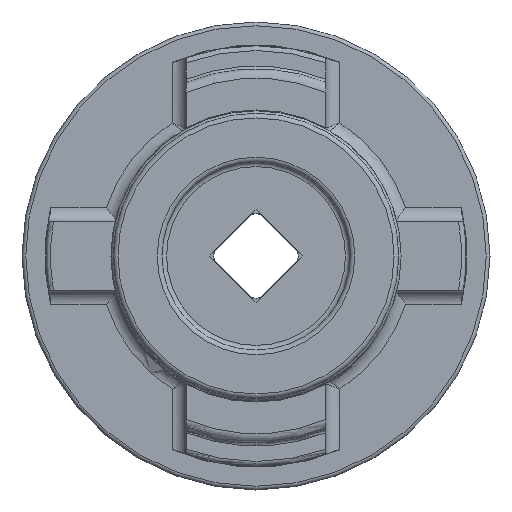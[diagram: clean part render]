
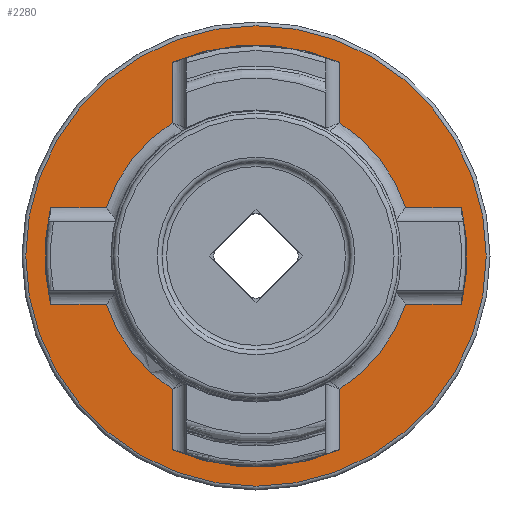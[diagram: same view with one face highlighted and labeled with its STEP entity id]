
A CAD part, left-side view. The second image highlights one B-rep face of the part: STEP entity #2280.
In plain terms, the highlighted planar face has unit normal (-1, 0, 0).
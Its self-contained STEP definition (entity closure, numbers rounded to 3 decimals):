
#1 = CARTESIAN_POINT ( 'NONE',  ( 34.5, -15.983, -5.175 ) ) ;
#58 = EDGE_CURVE ( 'NONE', #284, #2362, #430, .T. ) ;
#61 = VERTEX_POINT ( 'NONE', #877 ) ;
#64 = DIRECTION ( 'NONE',  ( 1., 0., 0. ) ) ;
#73 = DIRECTION ( 'NONE',  ( -1., 0., 0. ) ) ;
#80 = CARTESIAN_POINT ( 'NONE',  ( 34.5, -21.948, -5.175 ) ) ;
#144 = CARTESIAN_POINT ( 'NONE',  ( 34.5, -8.95, -14.218 ) ) ;
#145 = ORIENTED_EDGE ( 'NONE', *, *, #3383, .F. ) ;
#177 = CARTESIAN_POINT ( 'NONE',  ( 34.5, 8.95, 0. ) ) ;
#183 = DIRECTION ( 'NONE',  ( 0., 0., -1. ) ) ;
#223 = EDGE_CURVE ( 'NONE', #3247, #2362, #1538, .T. ) ;
#245 = LINE ( 'NONE', #2856, #2977 ) ;
#280 = VERTEX_POINT ( 'NONE', #2613 ) ;
#284 = VERTEX_POINT ( 'NONE', #1599 ) ;
#301 = DIRECTION ( 'NONE',  ( 0., 0., -1. ) ) ;
#312 = DIRECTION ( 'NONE',  ( 0., 0., 1. ) ) ;
#320 = CARTESIAN_POINT ( 'NONE',  ( 34.5, 0., 0. ) ) ;
#333 = CARTESIAN_POINT ( 'NONE',  ( 34.5, 0., 0. ) ) ;
#348 = VECTOR ( 'NONE', #3371, 1000. ) ;
#354 = AXIS2_PLACEMENT_3D ( 'NONE', #320, #64, #3233 ) ;
#392 = DIRECTION ( 'NONE',  ( 0., -1., 0. ) ) ;
#430 = LINE ( 'NONE', #2782, #3175 ) ;
#432 = EDGE_CURVE ( 'NONE', #975, #2671, #823, .T. ) ;
#483 = EDGE_CURVE ( 'NONE', #3406, #3406, #577, .T. ) ;
#496 = DIRECTION ( 'NONE',  ( -1., 0., 0. ) ) ;
#512 = ORIENTED_EDGE ( 'NONE', *, *, #58, .T. ) ;
#577 = CIRCLE ( 'NONE', #2009, 24.6 ) ;
#642 = CARTESIAN_POINT ( 'NONE',  ( 34.5, -8.95, 20.698 ) ) ;
#655 = CIRCLE ( 'NONE', #1268, 16.8 ) ;
#699 = CIRCLE ( 'NONE', #1669, 22.55 ) ;
#702 = PLANE ( 'NONE',  #1386 ) ;
#721 = AXIS2_PLACEMENT_3D ( 'NONE', #2343, #496, #2654 ) ;
#725 = DIRECTION ( 'NONE',  ( 1., 0., 0. ) ) ;
#733 = CARTESIAN_POINT ( 'NONE',  ( 34.5, -21.948, 5.175 ) ) ;
#779 = DIRECTION ( 'NONE',  ( 0., 0., 1. ) ) ;
#785 = EDGE_CURVE ( 'NONE', #1862, #3267, #952, .T. ) ;
#809 = EDGE_CURVE ( 'NONE', #975, #3321, #699, .T. ) ;
#820 = ORIENTED_EDGE ( 'NONE', *, *, #1263, .T. ) ;
#823 = LINE ( 'NONE', #1985, #2701 ) ;
#877 = CARTESIAN_POINT ( 'NONE',  ( 34.5, -8.95, -20.698 ) ) ;
#886 = DIRECTION ( 'NONE',  ( 0., 0., 1. ) ) ;
#931 = ORIENTED_EDGE ( 'NONE', *, *, #223, .F. ) ;
#952 = CIRCLE ( 'NONE', #354, 16.8 ) ;
#963 = ORIENTED_EDGE ( 'NONE', *, *, #2320, .F. ) ;
#964 = CARTESIAN_POINT ( 'NONE',  ( 34.5, 8.95, -14.218 ) ) ;
#973 = ORIENTED_EDGE ( 'NONE', *, *, #1303, .T. ) ;
#975 = VERTEX_POINT ( 'NONE', #1665 ) ;
#1036 = CARTESIAN_POINT ( 'NONE',  ( 34.5, -8.95, 13.364 ) ) ;
#1039 = EDGE_CURVE ( 'NONE', #280, #1715, #1189, .T. ) ;
#1073 = CARTESIAN_POINT ( 'NONE',  ( 34.5, 0., 0. ) ) ;
#1098 = EDGE_CURVE ( 'NONE', #3267, #61, #1539, .T. ) ;
#1108 = LINE ( 'NONE', #1036, #3082 ) ;
#1110 = DIRECTION ( 'NONE',  ( 1., 0., 0. ) ) ;
#1180 = EDGE_CURVE ( 'NONE', #1600, #2011, #655, .T. ) ;
#1182 = CARTESIAN_POINT ( 'NONE',  ( 34.5, 0., 0. ) ) ;
#1189 = LINE ( 'NONE', #1967, #1319 ) ;
#1196 = ORIENTED_EDGE ( 'NONE', *, *, #483, .T. ) ;
#1225 = CIRCLE ( 'NONE', #2445, 22.55 ) ;
#1229 = CARTESIAN_POINT ( 'NONE',  ( 34.5, 22.55, 0. ) ) ;
#1263 = EDGE_CURVE ( 'NONE', #3247, #1448, #1108, .T. ) ;
#1268 = AXIS2_PLACEMENT_3D ( 'NONE', #1794, #725, #3362 ) ;
#1269 = CARTESIAN_POINT ( 'NONE',  ( 34.5, -8.95, -21.284 ) ) ;
#1299 = DIRECTION ( 'NONE',  ( 1., 0., 0. ) ) ;
#1303 = EDGE_CURVE ( 'NONE', #2592, #1862, #2884, .T. ) ;
#1312 = CARTESIAN_POINT ( 'NONE',  ( 34.5, -14.852, -5.175 ) ) ;
#1319 = VECTOR ( 'NONE', #392, 1000. ) ;
#1341 = EDGE_CURVE ( 'NONE', #1448, #280, #1609, .T. ) ;
#1352 = AXIS2_PLACEMENT_3D ( 'NONE', #2895, #3155, #312 ) ;
#1383 = CARTESIAN_POINT ( 'NONE',  ( 34.5, 0., 0. ) ) ;
#1386 = AXIS2_PLACEMENT_3D ( 'NONE', #1229, #2602, #183 ) ;
#1448 = VERTEX_POINT ( 'NONE', #1646 ) ;
#1462 = DIRECTION ( 'NONE',  ( -1., 0., 0. ) ) ;
#1538 = CIRCLE ( 'NONE', #1352, 22.55 ) ;
#1539 = LINE ( 'NONE', #1269, #348 ) ;
#1553 = CIRCLE ( 'NONE', #2504, 16.8 ) ;
#1586 = ORIENTED_EDGE ( 'NONE', *, *, #1719, .T. ) ;
#1592 = DIRECTION ( 'NONE',  ( 0., 1., 0. ) ) ;
#1599 = CARTESIAN_POINT ( 'NONE',  ( 34.5, 8.95, 14.218 ) ) ;
#1600 = VERTEX_POINT ( 'NONE', #964 ) ;
#1609 = CIRCLE ( 'NONE', #2063, 16.8 ) ;
#1623 = ORIENTED_EDGE ( 'NONE', *, *, #3126, .T. ) ;
#1646 = CARTESIAN_POINT ( 'NONE',  ( 34.5, -8.95, 14.218 ) ) ;
#1647 = CARTESIAN_POINT ( 'NONE',  ( 34.5, 0., 0. ) ) ;
#1665 = CARTESIAN_POINT ( 'NONE',  ( 34.5, 21.948, 5.175 ) ) ;
#1669 = AXIS2_PLACEMENT_3D ( 'NONE', #333, #1901, #779 ) ;
#1715 = VERTEX_POINT ( 'NONE', #733 ) ;
#1719 = EDGE_CURVE ( 'NONE', #2011, #3321, #245, .T. ) ;
#1758 = CARTESIAN_POINT ( 'NONE',  ( 34.5, 15.983, -5.175 ) ) ;
#1787 = ORIENTED_EDGE ( 'NONE', *, *, #432, .T. ) ;
#1790 = DIRECTION ( 'NONE',  ( 0., 1., 0. ) ) ;
#1794 = CARTESIAN_POINT ( 'NONE',  ( 34.5, 0., 0. ) ) ;
#1818 = ORIENTED_EDGE ( 'NONE', *, *, #1341, .T. ) ;
#1859 = EDGE_CURVE ( 'NONE', #2671, #284, #1553, .T. ) ;
#1862 = VERTEX_POINT ( 'NONE', #1 ) ;
#1895 = DIRECTION ( 'NONE',  ( 0., 0., 1. ) ) ;
#1896 = CARTESIAN_POINT ( 'NONE',  ( 34.5, 0., 24.6 ) ) ;
#1901 = DIRECTION ( 'NONE',  ( -1., 0., 0. ) ) ;
#1967 = CARTESIAN_POINT ( 'NONE',  ( 34.5, -22.249, 5.175 ) ) ;
#1985 = CARTESIAN_POINT ( 'NONE',  ( 34.5, 22.55, 5.175 ) ) ;
#2009 = AXIS2_PLACEMENT_3D ( 'NONE', #1182, #1462, #886 ) ;
#2011 = VERTEX_POINT ( 'NONE', #1758 ) ;
#2063 = AXIS2_PLACEMENT_3D ( 'NONE', #1383, #1110, #2983 ) ;
#2099 = FACE_BOUND ( 'NONE', #3188, .T. ) ;
#2181 = ORIENTED_EDGE ( 'NONE', *, *, #1859, .T. ) ;
#2255 = ORIENTED_EDGE ( 'NONE', *, *, #785, .T. ) ;
#2268 = ORIENTED_EDGE ( 'NONE', *, *, #1180, .T. ) ;
#2280 = ADVANCED_FACE ( 'NONE', ( #3094, #2099 ), #702, .F. ) ;
#2283 = ORIENTED_EDGE ( 'NONE', *, *, #1039, .T. ) ;
#2320 = EDGE_CURVE ( 'NONE', #2592, #1715, #2466, .T. ) ;
#2343 = CARTESIAN_POINT ( 'NONE',  ( 34.5, 0., 0. ) ) ;
#2362 = VERTEX_POINT ( 'NONE', #2389 ) ;
#2375 = DIRECTION ( 'NONE',  ( 0., 0., -1. ) ) ;
#2383 = EDGE_LOOP ( 'NONE', ( #1196 ) ) ;
#2389 = CARTESIAN_POINT ( 'NONE',  ( 34.5, 8.95, 20.698 ) ) ;
#2445 = AXIS2_PLACEMENT_3D ( 'NONE', #1647, #73, #1895 ) ;
#2466 = CIRCLE ( 'NONE', #721, 22.55 ) ;
#2504 = AXIS2_PLACEMENT_3D ( 'NONE', #1073, #1299, #301 ) ;
#2505 = DIRECTION ( 'NONE',  ( 0., -1., 0. ) ) ;
#2592 = VERTEX_POINT ( 'NONE', #80 ) ;
#2602 = DIRECTION ( 'NONE',  ( 1., 0., 0. ) ) ;
#2613 = CARTESIAN_POINT ( 'NONE',  ( 34.5, -15.983, 5.175 ) ) ;
#2654 = DIRECTION ( 'NONE',  ( 0., 0., 1. ) ) ;
#2661 = VECTOR ( 'NONE', #1592, 1000. ) ;
#2671 = VERTEX_POINT ( 'NONE', #3363 ) ;
#2690 = CARTESIAN_POINT ( 'NONE',  ( 34.5, 8.95, -20.698 ) ) ;
#2691 = CARTESIAN_POINT ( 'NONE',  ( 34.5, 21.948, -5.175 ) ) ;
#2701 = VECTOR ( 'NONE', #2505, 1000. ) ;
#2758 = DIRECTION ( 'NONE',  ( 0., 0., 1. ) ) ;
#2775 = VERTEX_POINT ( 'NONE', #2690 ) ;
#2782 = CARTESIAN_POINT ( 'NONE',  ( 34.5, 8.95, 0. ) ) ;
#2810 = ORIENTED_EDGE ( 'NONE', *, *, #1098, .T. ) ;
#2856 = CARTESIAN_POINT ( 'NONE',  ( 34.5, 22.55, -5.175 ) ) ;
#2884 = LINE ( 'NONE', #1312, #2661 ) ;
#2895 = CARTESIAN_POINT ( 'NONE',  ( 34.5, 0., 0. ) ) ;
#2932 = LINE ( 'NONE', #177, #3375 ) ;
#2977 = VECTOR ( 'NONE', #1790, 1000. ) ;
#2983 = DIRECTION ( 'NONE',  ( 0., 0., -1. ) ) ;
#3018 = ORIENTED_EDGE ( 'NONE', *, *, #809, .F. ) ;
#3082 = VECTOR ( 'NONE', #2375, 1000. ) ;
#3094 = FACE_OUTER_BOUND ( 'NONE', #2383, .T. ) ;
#3126 = EDGE_CURVE ( 'NONE', #2775, #1600, #2932, .T. ) ;
#3155 = DIRECTION ( 'NONE',  ( -1., 0., 0. ) ) ;
#3175 = VECTOR ( 'NONE', #2758, 1000. ) ;
#3188 = EDGE_LOOP ( 'NONE', ( #931, #820, #1818, #2283, #963, #973, #2255, #2810, #145, #1623, #2268, #1586, #3018, #1787, #2181, #512 ) ) ;
#3233 = DIRECTION ( 'NONE',  ( 0., 0., -1. ) ) ;
#3247 = VERTEX_POINT ( 'NONE', #642 ) ;
#3267 = VERTEX_POINT ( 'NONE', #144 ) ;
#3321 = VERTEX_POINT ( 'NONE', #2691 ) ;
#3357 = DIRECTION ( 'NONE',  ( 0., 0., 1. ) ) ;
#3362 = DIRECTION ( 'NONE',  ( 0., 0., -1. ) ) ;
#3363 = CARTESIAN_POINT ( 'NONE',  ( 34.5, 15.983, 5.175 ) ) ;
#3371 = DIRECTION ( 'NONE',  ( 0., 0., -1. ) ) ;
#3375 = VECTOR ( 'NONE', #3357, 1000. ) ;
#3383 = EDGE_CURVE ( 'NONE', #2775, #61, #1225, .T. ) ;
#3406 = VERTEX_POINT ( 'NONE', #1896 ) ;
